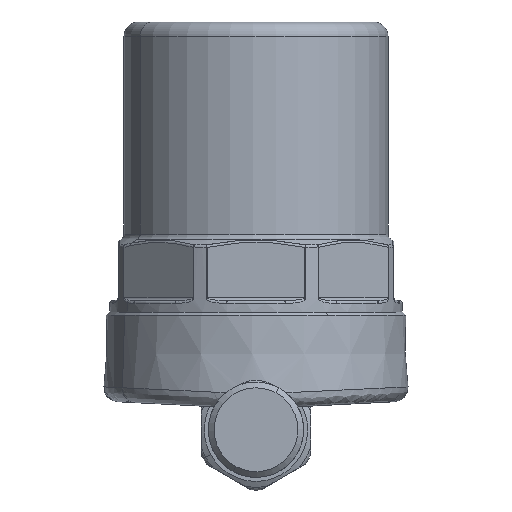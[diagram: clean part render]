
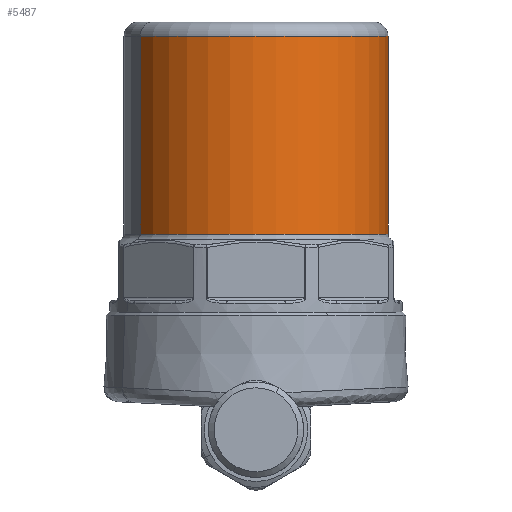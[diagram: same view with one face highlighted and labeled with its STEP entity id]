
A CAD part, left-side view. The second image highlights one B-rep face of the part: STEP entity #5487.
In plain terms, the highlighted cylindrical face has radius 23 mm (diameter 46 mm), a partial arc.
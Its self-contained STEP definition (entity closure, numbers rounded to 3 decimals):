
#62=CARTESIAN_POINT('Vertex',(11.027,-20.184,48.5)) ;
#69=CARTESIAN_POINT('Vertex',(-11.027,20.184,48.5)) ;
#96=CARTESIAN_POINT('Axis2P3D Location',(0.,0.,48.5)) ;
#5445=CARTESIAN_POINT('Axis2P3D Location',(0.,0.,19.)) ;
#5450=CARTESIAN_POINT('Line Origine',(-11.027,20.184,32.25)) ;
#5454=CARTESIAN_POINT('Vertex',(-11.027,20.184,14.077)) ;
#5457=CARTESIAN_POINT('Line Origine',(11.027,-20.184,32.25)) ;
#5461=CARTESIAN_POINT('Vertex',(11.027,-20.184,14.077)) ;
#5476=CARTESIAN_POINT('Axis2P3D Location',(0.,0.,14.077)) ;
#97=DIRECTION('Axis2P3D Direction',(0.,-0.,1.)) ;
#5446=DIRECTION('Axis2P3D Direction',(0.,0.,1.)) ;
#5447=DIRECTION('Axis2P3D XDirection',(0.479,-0.878,0.)) ;
#5451=DIRECTION('Vector Direction',(0.,0.,1.)) ;
#5458=DIRECTION('Vector Direction',(0.,0.,1.)) ;
#5477=DIRECTION('Axis2P3D Direction',(0.,0.,1.)) ;
#98=AXIS2_PLACEMENT_3D('Circle Axis2P3D',#96,#97,$) ;
#5448=AXIS2_PLACEMENT_3D('Cylinder Axis2P3D',#5445,#5446,#5447) ;
#5478=AXIS2_PLACEMENT_3D('Circle Axis2P3D',#5476,#5477,$) ;
#5482=ORIENTED_EDGE('',*,*,#5463,.F.) ;
#5483=ORIENTED_EDGE('',*,*,#100,.F.) ;
#5484=ORIENTED_EDGE('',*,*,#5456,.T.) ;
#5485=ORIENTED_EDGE('',*,*,#5480,.F.) ;
#5452=VECTOR('Line Direction',#5451,1.) ;
#5459=VECTOR('Line Direction',#5458,1.) ;
#5487=ADVANCED_FACE('PartBody',(#5486),#5449,.T.) ;
#99=CIRCLE('generated circle',#98,23.) ;
#5479=CIRCLE('generated circle',#5478,23.) ;
#5449=CYLINDRICAL_SURFACE('generated cylinder',#5448,23.) ;
#100=EDGE_CURVE('',#70,#63,#99,.T.) ;
#5456=EDGE_CURVE('',#70,#5455,#5453,.F.) ;
#5463=EDGE_CURVE('',#63,#5462,#5460,.F.) ;
#5480=EDGE_CURVE('',#5462,#5455,#5479,.F.) ;
#5481=EDGE_LOOP('',(#5482,#5483,#5484,#5485)) ;
#5486=FACE_OUTER_BOUND('',#5481,.T.) ;
#5453=LINE('Line',#5450,#5452) ;
#5460=LINE('Line',#5457,#5459) ;
#63=VERTEX_POINT('',#62) ;
#70=VERTEX_POINT('',#69) ;
#5455=VERTEX_POINT('',#5454) ;
#5462=VERTEX_POINT('',#5461) ;
